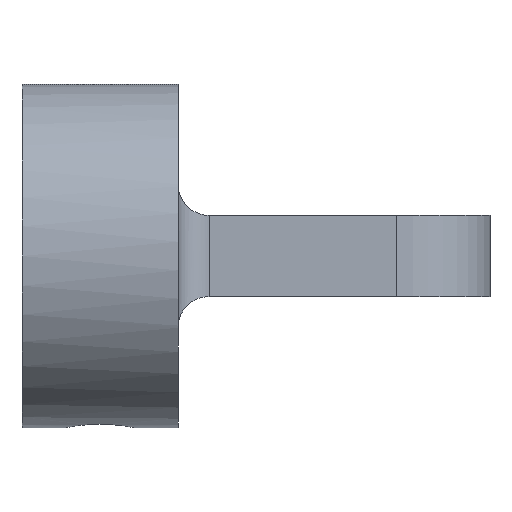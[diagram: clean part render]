
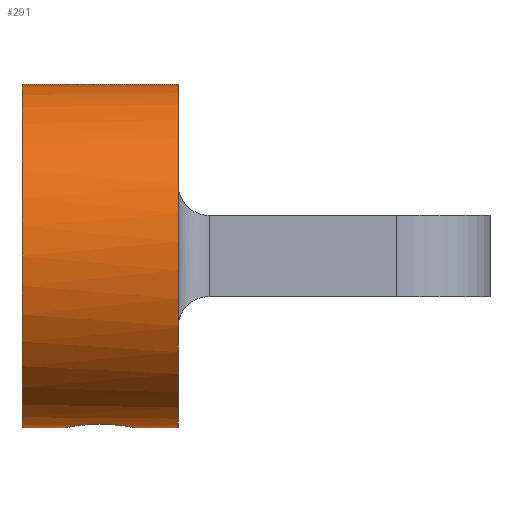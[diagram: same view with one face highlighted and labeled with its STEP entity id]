
A CAD part, left-side view. The second image highlights one B-rep face of the part: STEP entity #291.
In plain terms, the highlighted cylindrical face has radius 5.5 mm (diameter 11 mm), a partial arc.
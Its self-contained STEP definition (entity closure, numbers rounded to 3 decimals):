
#15 = EDGE_CURVE ( 'NONE', #432, #937, #1004, .T. ) ;
#19 = CARTESIAN_POINT ( 'NONE',  ( -0.86, 11.84, -5.433 ) ) ;
#22 = AXIS2_PLACEMENT_3D ( 'NONE', #391, #969, #244 ) ;
#36 = EDGE_CURVE ( 'NONE', #615, #432, #577, .T. ) ;
#43 = VECTOR ( 'NONE', #98, 1000. ) ;
#51 = VERTEX_POINT ( 'NONE', #442 ) ;
#64 = CARTESIAN_POINT ( 'NONE',  ( -5.006, 10., 2.278 ) ) ;
#68 = CARTESIAN_POINT ( 'NONE',  ( -1.075, 12.5, -5.394 ) ) ;
#70 = ORIENTED_EDGE ( 'NONE', *, *, #36, .T. ) ;
#73 = CARTESIAN_POINT ( 'NONE',  ( 0., 11.425, -5.5 ) ) ;
#77 = CARTESIAN_POINT ( 'NONE',  ( 0., 11.425, -5.5 ) ) ;
#89 = CARTESIAN_POINT ( 'NONE',  ( 0., 10., 0. ) ) ;
#96 = CARTESIAN_POINT ( 'NONE',  ( -5.006, 10., -2.278 ) ) ;
#98 = DIRECTION ( 'NONE',  ( 0., -1., 0. ) ) ;
#113 = CARTESIAN_POINT ( 'NONE',  ( -4.999, 10., 2.293 ) ) ;
#118 = B_SPLINE_CURVE_WITH_KNOTS ( 'NONE', 3,
 ( #483, #714, #305, #533, #230, #782, #706, #931, #380, #68 ),
 .UNSPECIFIED., .F., .F.,
 ( 4, 2, 2, 2, 4 ),
 ( 0., 0., 0.001, 0.001, 0.002 ),
 .UNSPECIFIED. ) ;
#121 = ORIENTED_EDGE ( 'NONE', *, *, #1002, .F. ) ;
#123 = DIRECTION ( 'NONE',  ( 0., 0., -1. ) ) ;
#144 = CARTESIAN_POINT ( 'NONE',  ( 0., 10., 0. ) ) ;
#150 = VERTEX_POINT ( 'NONE', #1005 ) ;
#157 = CARTESIAN_POINT ( 'NONE',  ( -1.075, 12.359, -5.394 ) ) ;
#171 = EDGE_CURVE ( 'NONE', #488, #677, #281, .T. ) ;
#172 = CARTESIAN_POINT ( 'NONE',  ( 0., 15., -5.5 ) ) ;
#174 = CARTESIAN_POINT ( 'NONE',  ( 0., 15., -5.5 ) ) ;
#190 = CARTESIAN_POINT ( 'NONE',  ( -4.996, 10., 2.3 ) ) ;
#230 = CARTESIAN_POINT ( 'NONE',  ( -0.662, 13.359, -5.461 ) ) ;
#244 = DIRECTION ( 'NONE',  ( 0., 0., -1. ) ) ;
#246 = VERTEX_POINT ( 'NONE', #757 ) ;
#249 = DIRECTION ( 'NONE',  ( 0., -1., 0. ) ) ;
#253 = CARTESIAN_POINT ( 'NONE',  ( -5.028, 10., -2.23 ) ) ;
#258 = CARTESIAN_POINT ( 'NONE',  ( -5.013, 10., -2.262 ) ) ;
#260 = DIRECTION ( 'NONE',  ( 0., -1., 0. ) ) ;
#267 = ORIENTED_EDGE ( 'NONE', *, *, #992, .F. ) ;
#279 = ORIENTED_EDGE ( 'NONE', *, *, #376, .T. ) ;
#281 = CIRCLE ( 'NONE', #496, 5.5 ) ;
#291 = ADVANCED_FACE ( 'NONE', ( #406 ), #991, .T. ) ;
#305 = CARTESIAN_POINT ( 'NONE',  ( -0.282, 13.547, -5.494 ) ) ;
#311 = CARTESIAN_POINT ( 'NONE',  ( 0., 10., -5.5 ) ) ;
#340 = CARTESIAN_POINT ( 'NONE',  ( -5.006, 10., -2.278 ) ) ;
#349 = CARTESIAN_POINT ( 'NONE',  ( 0., 15., 5.5 ) ) ;
#368 = AXIS2_PLACEMENT_3D ( 'NONE', #89, #705, #555 ) ;
#376 = EDGE_CURVE ( 'NONE', #150, #51, #715, .T. ) ;
#380 = CARTESIAN_POINT ( 'NONE',  ( -1.075, 12.641, -5.394 ) ) ;
#384 = CARTESIAN_POINT ( 'NONE',  ( -0.939, 11.958, -5.42 ) ) ;
#387 = VERTEX_POINT ( 'NONE', #401 ) ;
#389 = LINE ( 'NONE', #172, #849 ) ;
#391 = CARTESIAN_POINT ( 'NONE',  ( 0., 15., 0. ) ) ;
#401 = CARTESIAN_POINT ( 'NONE',  ( -5.028, 10., -2.23 ) ) ;
#405 = CARTESIAN_POINT ( 'NONE',  ( -1.075, 12.5, -5.394 ) ) ;
#406 = FACE_OUTER_BOUND ( 'NONE', #520, .T. ) ;
#408 = CARTESIAN_POINT ( 'NONE',  ( -5.006, 10., -2.278 ) ) ;
#429 = CARTESIAN_POINT ( 'NONE',  ( 0., 15., 5.5 ) ) ;
#431 = CARTESIAN_POINT ( 'NONE',  ( -5.006, 10., 2.278 ) ) ;
#432 = VERTEX_POINT ( 'NONE', #64 ) ;
#442 = CARTESIAN_POINT ( 'NONE',  ( 0., 13.575, -5.5 ) ) ;
#456 = CARTESIAN_POINT ( 'NONE',  ( 0., 15., 0. ) ) ;
#463 = DIRECTION ( 'NONE',  ( 0., -1., 0. ) ) ;
#475 = CARTESIAN_POINT ( 'NONE',  ( -0.282, 11.453, -5.494 ) ) ;
#476 = EDGE_CURVE ( 'NONE', #150, #1000, #666, .T. ) ;
#483 = CARTESIAN_POINT ( 'NONE',  ( 0., 13.575, -5.5 ) ) ;
#484 = B_SPLINE_CURVE_WITH_KNOTS ( 'NONE', 3,
 ( #408, #258, #725, #253 ),
 .UNSPECIFIED., .F., .F.,
 ( 4, 4 ),
 ( 0., 0. ),
 .UNSPECIFIED. ) ;
#488 = VERTEX_POINT ( 'NONE', #620 ) ;
#496 = AXIS2_PLACEMENT_3D ( 'NONE', #144, #463, #604 ) ;
#502 = VECTOR ( 'NONE', #260, 1000. ) ;
#508 = CARTESIAN_POINT ( 'NONE',  ( -5.02, 10., 2.246 ) ) ;
#516 = CARTESIAN_POINT ( 'NONE',  ( -5.006, 10., 2.278 ) ) ;
#517 = ORIENTED_EDGE ( 'NONE', *, *, #860, .T. ) ;
#520 = EDGE_LOOP ( 'NONE', ( #121, #724, #279, #804, #862, #517, #827, #798, #868, #267, #70, #943, #784 ) ) ;
#533 = CARTESIAN_POINT ( 'NONE',  ( -0.543, 13.439, -5.475 ) ) ;
#542 = CARTESIAN_POINT ( 'NONE',  ( -0.14, 11.425, -5.5 ) ) ;
#546 = EDGE_CURVE ( 'NONE', #488, #861, #993, .T. ) ;
#555 = DIRECTION ( 'NONE',  ( 0., 0., -1. ) ) ;
#577 = B_SPLINE_CURVE_WITH_KNOTS ( 'NONE', 3,
 ( #836, #508, #832, #431 ),
 .UNSPECIFIED., .F., .F.,
 ( 4, 4 ),
 ( 0., 0. ),
 .UNSPECIFIED. ) ;
#580 = DIRECTION ( 'NONE',  ( 0., -1., 0. ) ) ;
#584 = CIRCLE ( 'NONE', #368, 5.5 ) ;
#599 = LINE ( 'NONE', #429, #502 ) ;
#604 = DIRECTION ( 'NONE',  ( 0., 0., -1. ) ) ;
#605 = EDGE_CURVE ( 'NONE', #861, #387, #484, .T. ) ;
#615 = VERTEX_POINT ( 'NONE', #871 ) ;
#620 = CARTESIAN_POINT ( 'NONE',  ( -4.996, 10., -2.3 ) ) ;
#621 = CARTESIAN_POINT ( 'NONE',  ( -1.047, 12.218, -5.4 ) ) ;
#624 = AXIS2_PLACEMENT_3D ( 'NONE', #987, #580, #123 ) ;
#626 = VERTEX_POINT ( 'NONE', #405 ) ;
#632 = DIRECTION ( 'NONE',  ( 0., 0., 1. ) ) ;
#664 = EDGE_CURVE ( 'NONE', #51, #626, #118, .T. ) ;
#666 = CIRCLE ( 'NONE', #748, 5.5 ) ;
#677 = VERTEX_POINT ( 'NONE', #311 ) ;
#696 = VERTEX_POINT ( 'NONE', #73 ) ;
#705 = DIRECTION ( 'NONE',  ( 0., -1., 0. ) ) ;
#706 = CARTESIAN_POINT ( 'NONE',  ( -0.939, 13.041, -5.419 ) ) ;
#714 = CARTESIAN_POINT ( 'NONE',  ( -0.142, 13.575, -5.5 ) ) ;
#715 = LINE ( 'NONE', #174, #43 ) ;
#724 = ORIENTED_EDGE ( 'NONE', *, *, #476, .F. ) ;
#725 = CARTESIAN_POINT ( 'NONE',  ( -5.02, 10., -2.246 ) ) ;
#748 = AXIS2_PLACEMENT_3D ( 'NONE', #456, #883, #632 ) ;
#749 = CARTESIAN_POINT ( 'NONE',  ( -4.996, 10., 2.3 ) ) ;
#757 = CARTESIAN_POINT ( 'NONE',  ( 0., 10., 5.5 ) ) ;
#782 = CARTESIAN_POINT ( 'NONE',  ( -0.859, 13.161, -5.433 ) ) ;
#784 = ORIENTED_EDGE ( 'NONE', *, *, #874, .F. ) ;
#798 = ORIENTED_EDGE ( 'NONE', *, *, #546, .T. ) ;
#804 = ORIENTED_EDGE ( 'NONE', *, *, #664, .T. ) ;
#807 = CARTESIAN_POINT ( 'NONE',  ( -0.66, 11.64, -5.461 ) ) ;
#815 = CARTESIAN_POINT ( 'NONE',  ( -4.999, 10., -2.293 ) ) ;
#816 = CIRCLE ( 'NONE', #624, 5.5 ) ;
#822 = CARTESIAN_POINT ( 'NONE',  ( -5.003, 10., -2.286 ) ) ;
#827 = ORIENTED_EDGE ( 'NONE', *, *, #171, .F. ) ;
#832 = CARTESIAN_POINT ( 'NONE',  ( -5.013, 10., 2.262 ) ) ;
#836 = CARTESIAN_POINT ( 'NONE',  ( -5.028, 10., 2.23 ) ) ;
#844 = EDGE_CURVE ( 'NONE', #626, #696, #922, .T. ) ;
#849 = VECTOR ( 'NONE', #249, 1000. ) ;
#860 = EDGE_CURVE ( 'NONE', #696, #677, #389, .T. ) ;
#861 = VERTEX_POINT ( 'NONE', #96 ) ;
#862 = ORIENTED_EDGE ( 'NONE', *, *, #844, .T. ) ;
#868 = ORIENTED_EDGE ( 'NONE', *, *, #605, .T. ) ;
#871 = CARTESIAN_POINT ( 'NONE',  ( -5.028, 10., 2.23 ) ) ;
#874 = EDGE_CURVE ( 'NONE', #246, #937, #584, .T. ) ;
#883 = DIRECTION ( 'NONE',  ( 0., 1., 0. ) ) ;
#922 = B_SPLINE_CURVE_WITH_KNOTS ( 'NONE', 3,
 ( #946, #157, #621, #384, #19, #807, #954, #475, #542, #77 ),
 .UNSPECIFIED., .F., .F.,
 ( 4, 2, 2, 2, 4 ),
 ( 0.002, 0.002, 0.003, 0.003, 0.003 ),
 .UNSPECIFIED. ) ;
#923 = CARTESIAN_POINT ( 'NONE',  ( -5.003, 10., 2.286 ) ) ;
#931 = CARTESIAN_POINT ( 'NONE',  ( -1.047, 12.782, -5.4 ) ) ;
#937 = VERTEX_POINT ( 'NONE', #749 ) ;
#943 = ORIENTED_EDGE ( 'NONE', *, *, #15, .T. ) ;
#946 = CARTESIAN_POINT ( 'NONE',  ( -1.075, 12.5, -5.394 ) ) ;
#954 = CARTESIAN_POINT ( 'NONE',  ( -0.542, 11.561, -5.475 ) ) ;
#964 = CARTESIAN_POINT ( 'NONE',  ( -4.996, 10., -2.3 ) ) ;
#969 = DIRECTION ( 'NONE',  ( 0., -1., 0. ) ) ;
#987 = CARTESIAN_POINT ( 'NONE',  ( 0., 10., 0. ) ) ;
#991 = CYLINDRICAL_SURFACE ( 'NONE', #22, 5.5 ) ;
#992 = EDGE_CURVE ( 'NONE', #615, #387, #816, .T. ) ;
#993 = B_SPLINE_CURVE_WITH_KNOTS ( 'NONE', 3,
 ( #964, #815, #822, #340 ),
 .UNSPECIFIED., .F., .F.,
 ( 4, 4 ),
 ( 0., 0. ),
 .UNSPECIFIED. ) ;
#1000 = VERTEX_POINT ( 'NONE', #349 ) ;
#1002 = EDGE_CURVE ( 'NONE', #1000, #246, #599, .T. ) ;
#1004 = B_SPLINE_CURVE_WITH_KNOTS ( 'NONE', 3,
 ( #516, #923, #113, #190 ),
 .UNSPECIFIED., .F., .F.,
 ( 4, 4 ),
 ( 0., 0. ),
 .UNSPECIFIED. ) ;
#1005 = CARTESIAN_POINT ( 'NONE',  ( 0., 15., -5.5 ) ) ;
